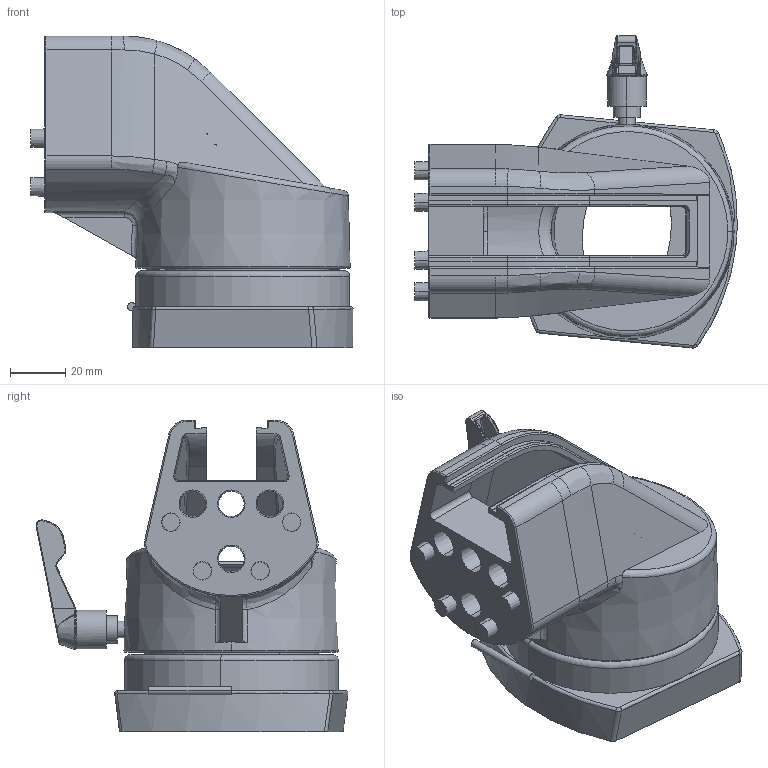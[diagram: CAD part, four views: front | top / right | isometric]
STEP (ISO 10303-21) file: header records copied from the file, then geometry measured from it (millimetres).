
FILE_DESCRIPTION (( 'STEP AP214' ), '1' );
FILE_NAME ('49457502.STEP', '2016-03-02T14:03:39', ( 'Macha' ), ( 'Hewlett-Packard Company' ), 'SwSTEP 2.0', 'SolidWorks 2015', '' );
FILE_SCHEMA (( 'AUTOMOTIVE_DESIGN' ));
Length unit declared in the file: millimetre
Products named in the file (14): 84129; 94459; 93345; 84128; 82003_Kuppl. GTK el.; 94561; 56308; 83151; 84130; 84127; 12455_Bearbeitung; 49457502; 93265; 84062
Assembly tree (18 placements, depth 3):
  49457502
    12455_Bearbeitung
    84127
    56308
      84130
      83151
    94561  x2
    82003_Kuppl. GTK el.
    84128
    93345  x2
    94459
    84129
    84062
    93265  x4
Bounding box: 117.09 x 113.31 x 113.3 mm (x, y, z)
Volume: 258544.3 mm3; surface area: 106946.3 mm2
Topology: 18 solids, 20 shells, 644 faces, 1495 edges, 892 vertices
Faces by surface type: cylinder 224, plane 200, bspline 90, cone 74, torus 42, sphere 14
Entity records: 20235 total; most frequent: CARTESIAN_POINT 7299, ORIENTED_EDGE 2548, DIRECTION 2456, EDGE_CURVE 1274, AXIS2_PLACEMENT_3D 969, VERTEX_POINT 778, EDGE_LOOP 606, FACE_OUTER_BOUND 547
